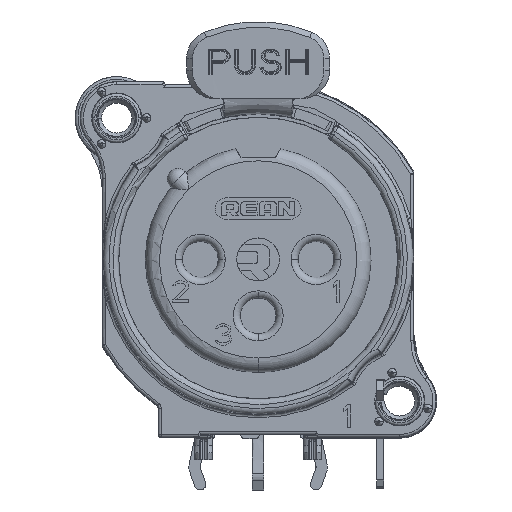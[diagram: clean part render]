
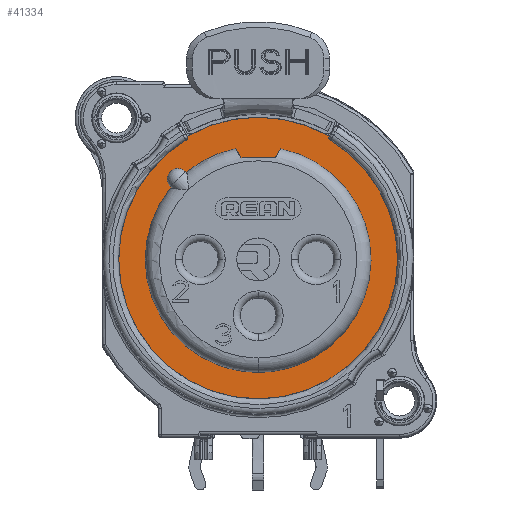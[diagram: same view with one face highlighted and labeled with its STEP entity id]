
A CAD part, top view. The second image highlights one B-rep face of the part: STEP entity #41334.
In plain terms, the highlighted planar face has unit normal (0, 0, 1).
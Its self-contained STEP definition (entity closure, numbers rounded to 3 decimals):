
#671=CARTESIAN_POINT('',(4.978,8.615,2.6));
#11544=CARTESIAN_POINT('',(0.,0.,2.6));
#11545=DIRECTION('',(0.,0.,-1.));
#11546=DIRECTION('',(0.518,0.856,0.));
#11547=AXIS2_PLACEMENT_3D('',#11544,#11545,#11546);
#11549=CARTESIAN_POINT('',(0.,0.,2.6));
#11550=DIRECTION('',(0.,0.,-1.));
#11551=DIRECTION('',(1.,0.,0.));
#11552=AXIS2_PLACEMENT_3D('',#11549,#11550,#11551);
#11554=CARTESIAN_POINT('',(0.,0.,2.6));
#11555=DIRECTION('',(0.,0.,-1.));
#11556=DIRECTION('',(-1.,0.,0.));
#11557=AXIS2_PLACEMENT_3D('',#11554,#11555,#11556);
#11559=CARTESIAN_POINT('',(-5.047,8.346,
2.6));
#11560=CARTESIAN_POINT('',(-5.024,8.36,
2.6));
#11561=CARTESIAN_POINT('',(-4.986,8.395,
2.6));
#11562=CARTESIAN_POINT('',(-4.952,8.467,
2.6));
#11563=CARTESIAN_POINT('',(-4.948,8.546,
2.6));
#11564=CARTESIAN_POINT('',(-4.964,8.593,
2.6));
#11565=CARTESIAN_POINT('',(-4.977,8.616,
2.6));
#11567=CARTESIAN_POINT('',(0.,0.,2.6));
#11568=DIRECTION('',(0.,0.,-1.));
#11569=DIRECTION('',(-0.5,0.866,0.));
#11570=AXIS2_PLACEMENT_3D('',#11567,#11568,#11569);
#11572=CARTESIAN_POINT('',(4.978,8.615,2.6));
#11573=CARTESIAN_POINT('',(4.965,8.592,2.6));
#11574=CARTESIAN_POINT('',(4.949,8.543,2.6));
#11575=CARTESIAN_POINT('',(4.954,8.464,2.6));
#11576=CARTESIAN_POINT('',(4.988,8.393,2.6));
#11577=CARTESIAN_POINT('',(5.025,8.359,2.6));
#11578=CARTESIAN_POINT('',(5.048,8.345,2.6));
#11580=DIRECTION('',(-0.5,0.866,0.));
#11581=VECTOR('',#11580,0.742);
#11582=CARTESIAN_POINT('',(-1.2,7.1,2.6));
#11583=LINE('',#11582,#11581);
#11584=CARTESIAN_POINT('',(0.,0.,2.6));
#11585=DIRECTION('',(0.,0.,1.));
#11586=DIRECTION('',(-0.199,0.98,0.));
#11587=AXIS2_PLACEMENT_3D('',#11584,#11585,#11586);
#11589=DIRECTION('',(-0.707,0.707,0.));
#11590=VECTOR('',#11589,0.086);
#11591=CARTESIAN_POINT('',(-5.031,6.091,2.6));
#11592=LINE('',#11591,#11590);
#11593=CARTESIAN_POINT('',(-5.621,5.621,2.6));
#11594=DIRECTION('',(0.,0.,1.));
#11595=DIRECTION('',(0.707,0.707,0.));
#11596=AXIS2_PLACEMENT_3D('',#11593,#11594,#11595);
#11598=DIRECTION('',(0.707,-0.707,0.));
#11599=VECTOR('',#11598,0.086);
#11600=CARTESIAN_POINT('',(-6.152,5.091,2.6));
#11601=LINE('',#11600,#11599);
#11602=CARTESIAN_POINT('',(0.,0.,2.6));
#11603=DIRECTION('',(0.,0.,1.));
#11604=DIRECTION('',(-0.771,0.637,0.));
#11605=AXIS2_PLACEMENT_3D('',#11602,#11603,#11604);
#11607=CARTESIAN_POINT('',(0.,0.,2.6));
#11608=DIRECTION('',(0.,0.,1.));
#11609=DIRECTION('',(-0.342,-0.94,0.));
#11610=AXIS2_PLACEMENT_3D('',#11607,#11608,#11609);
#11612=CARTESIAN_POINT('',(0.,0.,2.6));
#11613=DIRECTION('',(0.,0.,1.));
#11614=DIRECTION('',(0.342,-0.94,0.));
#11615=AXIS2_PLACEMENT_3D('',#11612,#11613,#11614);
#11617=DIRECTION('',(-0.5,-0.866,0.));
#11618=VECTOR('',#11617,0.742);
#11619=CARTESIAN_POINT('',(1.571,7.742,2.6));
#11620=LINE('',#11619,#11618);
#11621=DIRECTION('',(-1.,0.,0.));
#11622=VECTOR('',#11621,2.4);
#11623=CARTESIAN_POINT('',(1.2,7.1,2.6));
#11624=LINE('',#11623,#11622);
#22044=VERTEX_POINT('',#671);
#22045=CARTESIAN_POINT('',(-4.977,8.616,2.6));
#22046=VERTEX_POINT('',#22045);
#24417=VERTEX_POINT('',#11559);
#24419=CARTESIAN_POINT('',(-9.753,0.,2.6));
#24420=VERTEX_POINT('',#24419);
#24421=CARTESIAN_POINT('',(9.753,0.,2.6));
#24422=VERTEX_POINT('',#24421);
#24423=CARTESIAN_POINT('',(5.048,8.345,2.6));
#24424=VERTEX_POINT('',#24423);
#24425=CARTESIAN_POINT('',(-1.2,7.1,2.6));
#24426=CARTESIAN_POINT('',(-1.571,7.742,2.6));
#24427=VERTEX_POINT('',#24425);
#24428=VERTEX_POINT('',#24426);
#24429=CARTESIAN_POINT('',(-5.031,6.091,2.6));
#24430=VERTEX_POINT('',#24429);
#24431=CARTESIAN_POINT('',(-5.091,6.152,2.6));
#24432=VERTEX_POINT('',#24431);
#24433=CARTESIAN_POINT('',(-6.152,5.091,2.6));
#24434=VERTEX_POINT('',#24433);
#24435=CARTESIAN_POINT('',(-6.091,5.031,2.6));
#24436=VERTEX_POINT('',#24435);
#24437=CARTESIAN_POINT('',(-2.702,-7.424,2.6));
#24438=VERTEX_POINT('',#24437);
#24439=CARTESIAN_POINT('',(2.703,-7.425,2.6));
#24440=VERTEX_POINT('',#24439);
#24441=CARTESIAN_POINT('',(1.571,7.742,2.6));
#24442=VERTEX_POINT('',#24441);
#24443=CARTESIAN_POINT('',(1.2,7.1,2.6));
#24444=VERTEX_POINT('',#24443);
#41295=CARTESIAN_POINT('',(0.,0.,2.6));
#41296=DIRECTION('',(0.,0.,1.));
#41297=DIRECTION('',(1.,0.,0.));
#41298=AXIS2_PLACEMENT_3D('',#41295,#41296,#41297);
#41299=PLANE('',#41298);
#41301=ORIENTED_EDGE('',*,*,#41300,.T.);
#41303=ORIENTED_EDGE('',*,*,#41302,.T.);
#41305=ORIENTED_EDGE('',*,*,#41304,.T.);
#41306=ORIENTED_EDGE('',*,*,#41285,.T.);
#41307=ORIENTED_EDGE('',*,*,#27321,.T.);
#41309=ORIENTED_EDGE('',*,*,#41308,.T.);
#41310=EDGE_LOOP('',(#41301,#41303,#41305,#41306,#41307,#41309));
#41311=FACE_OUTER_BOUND('',#41310,.F.);
#41313=ORIENTED_EDGE('',*,*,#41312,.T.);
#41315=ORIENTED_EDGE('',*,*,#41314,.T.);
#41317=ORIENTED_EDGE('',*,*,#41316,.T.);
#41319=ORIENTED_EDGE('',*,*,#41318,.T.);
#41321=ORIENTED_EDGE('',*,*,#41320,.T.);
#41323=ORIENTED_EDGE('',*,*,#41322,.T.);
#41325=ORIENTED_EDGE('',*,*,#41324,.T.);
#41327=ORIENTED_EDGE('',*,*,#41326,.T.);
#41329=ORIENTED_EDGE('',*,*,#41328,.T.);
#41331=ORIENTED_EDGE('',*,*,#41330,.T.);
#41332=EDGE_LOOP('',(#41313,#41315,#41317,#41319,#41321,#41323,#41325,#41327,
#41329,#41331));
#41333=FACE_BOUND('',#41332,.F.);
#41334=ADVANCED_FACE('',(#41311,#41333),#41299,.T.);
#11548=CIRCLE('',#11547,9.753);
#11553=CIRCLE('',#11552,9.753);
#11558=CIRCLE('',#11557,9.753);
#11566=B_SPLINE_CURVE_WITH_KNOTS('',3,(#11559,#11560,#11561,#11562,#11563,
#11564,#11565),.UNSPECIFIED.,.F.,.F.,(4,1,1,1,4),(0.,0.25,0.5,0.75,
1.),.UNSPECIFIED.);
#11571=CIRCLE('',#11570,9.95);
#11579=B_SPLINE_CURVE_WITH_KNOTS('',3,(#11572,#11573,#11574,#11575,#11576,
#11577,#11578),.UNSPECIFIED.,.F.,.F.,(4,1,1,1,4),(0.,0.25,0.5,0.75,
1.),.UNSPECIFIED.);
#11588=CIRCLE('',#11587,7.9);
#11597=CIRCLE('',#11596,0.75);
#11606=CIRCLE('',#11605,7.9);
#11611=CIRCLE('',#11610,7.902);
#11616=CIRCLE('',#11615,7.9);
#27321=EDGE_CURVE('',#22046,#22044,#11571,.T.);
#41285=EDGE_CURVE('',#24417,#22046,#11566,.T.);
#41300=EDGE_CURVE('',#24424,#24422,#11548,.T.);
#41302=EDGE_CURVE('',#24422,#24420,#11553,.T.);
#41304=EDGE_CURVE('',#24420,#24417,#11558,.T.);
#41308=EDGE_CURVE('',#22044,#24424,#11579,.T.);
#41312=EDGE_CURVE('',#24427,#24428,#11583,.T.);
#41314=EDGE_CURVE('',#24428,#24430,#11588,.T.);
#41316=EDGE_CURVE('',#24430,#24432,#11592,.T.);
#41318=EDGE_CURVE('',#24432,#24434,#11597,.T.);
#41320=EDGE_CURVE('',#24434,#24436,#11601,.T.);
#41322=EDGE_CURVE('',#24436,#24438,#11606,.T.);
#41324=EDGE_CURVE('',#24438,#24440,#11611,.T.);
#41326=EDGE_CURVE('',#24440,#24442,#11616,.T.);
#41328=EDGE_CURVE('',#24442,#24444,#11620,.T.);
#41330=EDGE_CURVE('',#24444,#24427,#11624,.T.);
